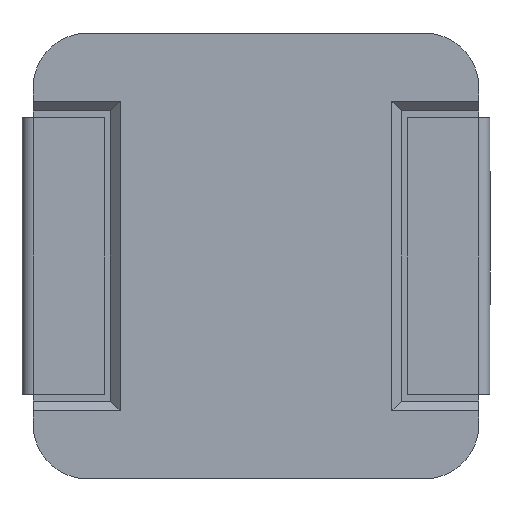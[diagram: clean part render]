
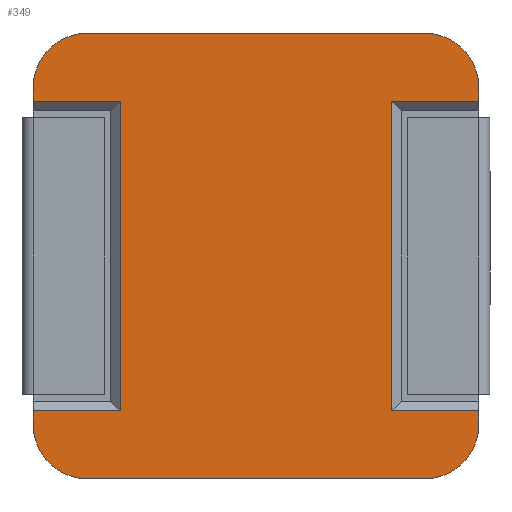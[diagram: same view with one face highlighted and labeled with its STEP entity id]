
A CAD part, front view. The second image highlights one B-rep face of the part: STEP entity #349.
In plain terms, the highlighted planar face has unit normal (0, -1, 0).
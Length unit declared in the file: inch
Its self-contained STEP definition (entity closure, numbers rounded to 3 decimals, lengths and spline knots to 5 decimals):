
#36 = EDGE_CURVE ( 'NONE', #446, #747, #919, .T. ) ;
#125 = DIRECTION ( 'NONE',  ( 1., 0., 0. ) ) ;
#130 = VERTEX_POINT ( 'NONE', #2340 ) ;
#166 = DIRECTION ( 'NONE',  ( 0., 1., 0. ) ) ;
#172 = VERTEX_POINT ( 'NONE', #746 ) ;
#203 = CIRCLE ( 'NONE', #1805, 0.0396 ) ;
#225 = ORIENTED_EDGE ( 'NONE', *, *, #3513, .F. ) ;
#228 = DIRECTION ( 'NONE',  ( -1., 0., 0. ) ) ;
#247 = EDGE_CURVE ( 'NONE', #446, #2014, #3162, .T. ) ;
#268 = EDGE_CURVE ( 'NONE', #747, #814, #4131, .T. ) ;
#279 = DIRECTION ( 'NONE',  ( 0., 0., -1. ) ) ;
#296 = LINE ( 'NONE', #4233, #4144 ) ;
#349 = ADVANCED_FACE ( 'NONE', ( #2209 ), #3509, .F. ) ;
#361 = CARTESIAN_POINT ( 'NONE',  ( 0.1217, 0., 0.112 ) ) ;
#376 = CARTESIAN_POINT ( 'NONE',  ( 0.1217, 0., 0.1613 ) ) ;
#438 = ORIENTED_EDGE ( 'NONE', *, *, #1303, .F. ) ;
#446 = VERTEX_POINT ( 'NONE', #1705 ) ;
#451 = ORIENTED_EDGE ( 'NONE', *, *, #36, .T. ) ;
#518 = DIRECTION ( 'NONE',  ( 0., 0., -1. ) ) ;
#521 = CARTESIAN_POINT ( 'NONE',  ( 0.1613, 0., 0.1217 ) ) ;
#550 = DIRECTION ( 'NONE',  ( 0., 0., -1. ) ) ;
#561 = VERTEX_POINT ( 'NONE', #376 ) ;
#566 = LINE ( 'NONE', #1209, #2878 ) ;
#573 = CARTESIAN_POINT ( 'NONE',  ( 0.1217, 0., -0.112 ) ) ;
#578 = CARTESIAN_POINT ( 'NONE',  ( 0.1217, 0., 0.1217 ) ) ;
#590 = EDGE_LOOP ( 'NONE', ( #3668, #451, #1393, #3655, #1963, #2333, #3419, #438, #1299, #2813, #3877, #2063, #225, #2253, #3099, #2425 ) ) ;
#607 = DIRECTION ( 'NONE',  ( 0., 0., -1. ) ) ;
#651 = CARTESIAN_POINT ( 'NONE',  ( 0.1217, 0., -0.112 ) ) ;
#671 = EDGE_CURVE ( 'NONE', #561, #1952, #2480, .T. ) ;
#690 = VECTOR ( 'NONE', #3186, 39.37008 ) ;
#704 = DIRECTION ( 'NONE',  ( 0., 0., -1. ) ) ;
#746 = CARTESIAN_POINT ( 'NONE',  ( 0.1217, 0., -0.1613 ) ) ;
#747 = VERTEX_POINT ( 'NONE', #1726 ) ;
#756 = CIRCLE ( 'NONE', #1978, 0.0396 ) ;
#761 = AXIS2_PLACEMENT_3D ( 'NONE', #1210, #878, #1885 ) ;
#801 = CARTESIAN_POINT ( 'NONE',  ( -0.1217, 0., -0.1217 ) ) ;
#807 = LINE ( 'NONE', #3450, #1851 ) ;
#814 = VERTEX_POINT ( 'NONE', #4036 ) ;
#818 = LINE ( 'NONE', #3759, #2824 ) ;
#878 = DIRECTION ( 'NONE',  ( 0., 1., 0. ) ) ;
#919 = LINE ( 'NONE', #651, #3291 ) ;
#949 = CARTESIAN_POINT ( 'NONE',  ( 0.1217, 0., 0.112 ) ) ;
#976 = CARTESIAN_POINT ( 'NONE',  ( -0.1613, 0., 0.1217 ) ) ;
#977 = EDGE_CURVE ( 'NONE', #2592, #3748, #2283, .T. ) ;
#985 = DIRECTION ( 'NONE',  ( -1., 0., 0. ) ) ;
#1159 = DIRECTION ( 'NONE',  ( 0., 0., 1. ) ) ;
#1182 = CARTESIAN_POINT ( 'NONE',  ( -0.1613, 0., -0.112 ) ) ;
#1209 = CARTESIAN_POINT ( 'NONE',  ( -0.0983, 0., 0.1217 ) ) ;
#1210 = CARTESIAN_POINT ( 'NONE',  ( 0.1217, 0., 0.1217 ) ) ;
#1281 = DIRECTION ( 'NONE',  ( 0., 1., 0. ) ) ;
#1291 = DIRECTION ( 'NONE',  ( 0., 0., 1. ) ) ;
#1297 = EDGE_CURVE ( 'NONE', #172, #2592, #807, .T. ) ;
#1299 = ORIENTED_EDGE ( 'NONE', *, *, #3755, .F. ) ;
#1303 = EDGE_CURVE ( 'NONE', #1459, #2775, #756, .T. ) ;
#1307 = VECTOR ( 'NONE', #228, 39.37008 ) ;
#1393 = ORIENTED_EDGE ( 'NONE', *, *, #268, .T. ) ;
#1402 = VERTEX_POINT ( 'NONE', #2995 ) ;
#1432 = DIRECTION ( 'NONE',  ( 0., 1., 0. ) ) ;
#1459 = VERTEX_POINT ( 'NONE', #3942 ) ;
#1490 = CARTESIAN_POINT ( 'NONE',  ( 0.0983, 0., 0.1217 ) ) ;
#1540 = DIRECTION ( 'NONE',  ( 1., 0., 0. ) ) ;
#1579 = LINE ( 'NONE', #976, #1679 ) ;
#1679 = VECTOR ( 'NONE', #2271, 39.37008 ) ;
#1705 = CARTESIAN_POINT ( 'NONE',  ( 0.1613, 0., -0.112 ) ) ;
#1726 = CARTESIAN_POINT ( 'NONE',  ( 0.0983, 0., -0.112 ) ) ;
#1733 = VERTEX_POINT ( 'NONE', #1806 ) ;
#1750 = CARTESIAN_POINT ( 'NONE',  ( 0.1613, 0., 0.1217 ) ) ;
#1778 = DIRECTION ( 'NONE',  ( -1., 0., 0. ) ) ;
#1805 = AXIS2_PLACEMENT_3D ( 'NONE', #2896, #2304, #279 ) ;
#1806 = CARTESIAN_POINT ( 'NONE',  ( -0.0983, 0., 0.112 ) ) ;
#1851 = VECTOR ( 'NONE', #1778, 39.37008 ) ;
#1882 = CARTESIAN_POINT ( 'NONE',  ( -0.1217, 0., 0.1613 ) ) ;
#1885 = DIRECTION ( 'NONE',  ( 0., 0., 1. ) ) ;
#1952 = VERTEX_POINT ( 'NONE', #1750 ) ;
#1963 = ORIENTED_EDGE ( 'NONE', *, *, #2119, .F. ) ;
#1978 = AXIS2_PLACEMENT_3D ( 'NONE', #2780, #166, #518 ) ;
#1987 = EDGE_CURVE ( 'NONE', #2775, #561, #818, .T. ) ;
#2014 = VERTEX_POINT ( 'NONE', #4079 ) ;
#2020 = EDGE_CURVE ( 'NONE', #1733, #130, #566, .T. ) ;
#2063 = ORIENTED_EDGE ( 'NONE', *, *, #2453, .T. ) ;
#2117 = EDGE_CURVE ( 'NONE', #2014, #172, #203, .T. ) ;
#2119 = EDGE_CURVE ( 'NONE', #1952, #1402, #4196, .T. ) ;
#2198 = LINE ( 'NONE', #573, #1307 ) ;
#2209 = FACE_OUTER_BOUND ( 'NONE', #590, .T. ) ;
#2253 = ORIENTED_EDGE ( 'NONE', *, *, #977, .F. ) ;
#2261 = CARTESIAN_POINT ( 'NONE',  ( 0.1613, 0., 0.1217 ) ) ;
#2271 = DIRECTION ( 'NONE',  ( 0., 0., 1. ) ) ;
#2283 = CIRCLE ( 'NONE', #2418, 0.0396 ) ;
#2294 = CARTESIAN_POINT ( 'NONE',  ( -0.1613, 0., 0.112 ) ) ;
#2304 = DIRECTION ( 'NONE',  ( 0., 1., 0. ) ) ;
#2323 = VECTOR ( 'NONE', #125, 39.37008 ) ;
#2333 = ORIENTED_EDGE ( 'NONE', *, *, #671, .F. ) ;
#2340 = CARTESIAN_POINT ( 'NONE',  ( -0.0983, 0., -0.112 ) ) ;
#2418 = AXIS2_PLACEMENT_3D ( 'NONE', #801, #1432, #704 ) ;
#2425 = ORIENTED_EDGE ( 'NONE', *, *, #2117, .F. ) ;
#2451 = EDGE_CURVE ( 'NONE', #814, #1402, #3518, .T. ) ;
#2453 = EDGE_CURVE ( 'NONE', #130, #3917, #2198, .T. ) ;
#2480 = CIRCLE ( 'NONE', #761, 0.0396 ) ;
#2592 = VERTEX_POINT ( 'NONE', #4219 ) ;
#2614 = DIRECTION ( 'NONE',  ( 0., 0., 1. ) ) ;
#2628 = VECTOR ( 'NONE', #607, 39.37008 ) ;
#2775 = VERTEX_POINT ( 'NONE', #1882 ) ;
#2780 = CARTESIAN_POINT ( 'NONE',  ( -0.1217, 0., 0.1217 ) ) ;
#2813 = ORIENTED_EDGE ( 'NONE', *, *, #4047, .T. ) ;
#2824 = VECTOR ( 'NONE', #1540, 39.37008 ) ;
#2878 = VECTOR ( 'NONE', #550, 39.37008 ) ;
#2896 = CARTESIAN_POINT ( 'NONE',  ( 0.1217, 0., -0.1217 ) ) ;
#2995 = CARTESIAN_POINT ( 'NONE',  ( 0.1613, 0., 0.112 ) ) ;
#3099 = ORIENTED_EDGE ( 'NONE', *, *, #1297, .F. ) ;
#3158 = VECTOR ( 'NONE', #1159, 39.37008 ) ;
#3161 = VECTOR ( 'NONE', #3553, 39.37008 ) ;
#3162 = LINE ( 'NONE', #521, #690 ) ;
#3186 = DIRECTION ( 'NONE',  ( 0., 0., -1. ) ) ;
#3251 = CARTESIAN_POINT ( 'NONE',  ( -0.1613, 0., -0.1217 ) ) ;
#3291 = VECTOR ( 'NONE', #985, 39.37008 ) ;
#3314 = LINE ( 'NONE', #361, #2323 ) ;
#3419 = ORIENTED_EDGE ( 'NONE', *, *, #1987, .F. ) ;
#3426 = VERTEX_POINT ( 'NONE', #2294 ) ;
#3450 = CARTESIAN_POINT ( 'NONE',  ( -0.1217, 0., -0.1613 ) ) ;
#3509 = PLANE ( 'NONE',  #4181 ) ;
#3513 = EDGE_CURVE ( 'NONE', #3748, #3917, #1579, .T. ) ;
#3518 = LINE ( 'NONE', #949, #3161 ) ;
#3553 = DIRECTION ( 'NONE',  ( 1., 0., 0. ) ) ;
#3655 = ORIENTED_EDGE ( 'NONE', *, *, #2451, .T. ) ;
#3668 = ORIENTED_EDGE ( 'NONE', *, *, #247, .F. ) ;
#3748 = VERTEX_POINT ( 'NONE', #3251 ) ;
#3755 = EDGE_CURVE ( 'NONE', #3426, #1459, #296, .T. ) ;
#3759 = CARTESIAN_POINT ( 'NONE',  ( -0.1217, 0., 0.1613 ) ) ;
#3877 = ORIENTED_EDGE ( 'NONE', *, *, #2020, .T. ) ;
#3917 = VERTEX_POINT ( 'NONE', #1182 ) ;
#3942 = CARTESIAN_POINT ( 'NONE',  ( -0.1613, 0., 0.1217 ) ) ;
#4036 = CARTESIAN_POINT ( 'NONE',  ( 0.0983, 0., 0.112 ) ) ;
#4047 = EDGE_CURVE ( 'NONE', #3426, #1733, #3314, .T. ) ;
#4079 = CARTESIAN_POINT ( 'NONE',  ( 0.1613, 0., -0.1217 ) ) ;
#4131 = LINE ( 'NONE', #1490, #3158 ) ;
#4144 = VECTOR ( 'NONE', #1291, 39.37008 ) ;
#4181 = AXIS2_PLACEMENT_3D ( 'NONE', #578, #1281, #2614 ) ;
#4196 = LINE ( 'NONE', #2261, #2628 ) ;
#4219 = CARTESIAN_POINT ( 'NONE',  ( -0.1217, 0., -0.1613 ) ) ;
#4233 = CARTESIAN_POINT ( 'NONE',  ( -0.1613, 0., 0.1217 ) ) ;
